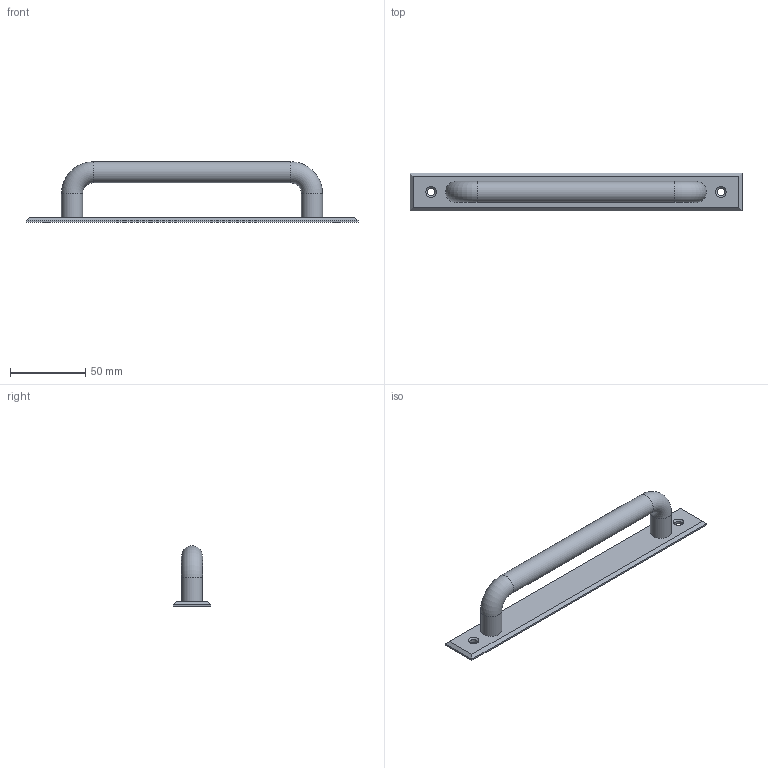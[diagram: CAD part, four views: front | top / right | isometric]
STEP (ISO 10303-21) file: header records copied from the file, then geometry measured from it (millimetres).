
FILE_DESCRIPTION(/* description */ (''),/* implementation_level */ '2;1');
FILE_NAME(/* name */ 'DR_A-AL1-3.stp',/* time_stamp */ '2024-07-03T17:14:41+09:00',/* author */ ('user'),/* organization */ (''),/* preprocessor_version */ 'ST-DEVELOPER v15.6',/* originating_system */ 'Autodesk Inventor 2015',/* authorisation */ '');
FILE_SCHEMA (('AUTOMOTIVE_DESIGN { 1 0 10303 214 3 1 1 }'));
Length unit declared in the file: millimetre
Products named in the file (1): DR_A-AL1-3
Bounding box: 220 x 25 x 40 mm (x, y, z)
Volume: 47253.5 mm3; surface area: 20683.6 mm2
Topology: 1 solids, 1 shells, 19 faces, 43 edges, 26 vertices
Faces by surface type: plane 10, cylinder 5, torus 2, cone 2
Full cylindrical faces by diameter (mm): 5 x2, 14 x3
Entity records: 498 total; most frequent: DIRECTION 84, CARTESIAN_POINT 76, ORIENTED_EDGE 64, EDGE_LOOP 34, EDGE_CURVE 32, AXIS2_PLACEMENT_3D 32, VERTEX_POINT 24, LINE 20
